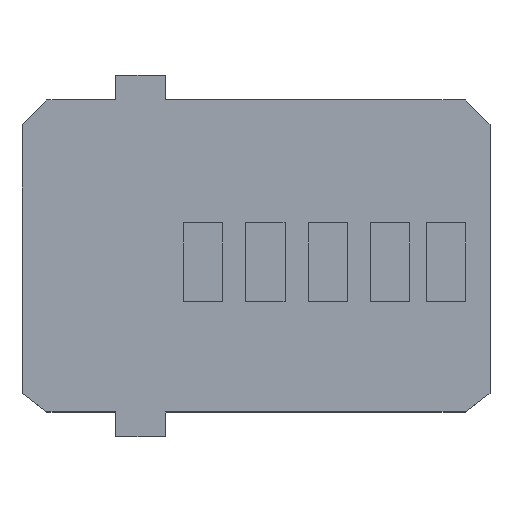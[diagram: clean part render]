
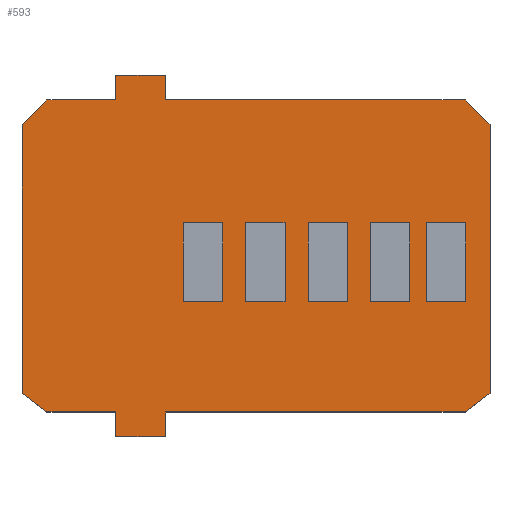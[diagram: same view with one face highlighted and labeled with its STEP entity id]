
A CAD part, top view. The second image highlights one B-rep face of the part: STEP entity #593.
In plain terms, the highlighted planar face has unit normal (0, 0, 1).
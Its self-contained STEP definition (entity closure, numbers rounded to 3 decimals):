
#80 = VERTEX_POINT('',#81);
#81 = CARTESIAN_POINT('',(89.408,25.4,0.801));
#87 = EDGE_CURVE('',#80,#88,#90,.T.);
#88 = VERTEX_POINT('',#89);
#89 = CARTESIAN_POINT('',(89.408,24.892,0.801));
#90 = LINE('',#91,#92);
#91 = CARTESIAN_POINT('',(89.408,25.4,0.801));
#92 = VECTOR('',#93,1.);
#93 = DIRECTION('',(0.,-1.,0.));
#118 = EDGE_CURVE('',#88,#119,#121,.T.);
#119 = VERTEX_POINT('',#120);
#120 = CARTESIAN_POINT('',(90.424,24.892,0.801));
#121 = LINE('',#122,#123);
#122 = CARTESIAN_POINT('',(89.408,24.892,0.801));
#123 = VECTOR('',#124,1.);
#124 = DIRECTION('',(1.,0.,0.));
#149 = EDGE_CURVE('',#119,#150,#152,.T.);
#150 = VERTEX_POINT('',#151);
#151 = CARTESIAN_POINT('',(90.424,25.4,0.801));
#152 = LINE('',#153,#154);
#153 = CARTESIAN_POINT('',(90.424,24.892,0.801));
#154 = VECTOR('',#155,1.);
#155 = DIRECTION('',(0.,1.,0.));
#180 = EDGE_CURVE('',#150,#181,#183,.T.);
#181 = VERTEX_POINT('',#182);
#182 = CARTESIAN_POINT('',(96.52,25.4,0.801));
#183 = LINE('',#184,#185);
#184 = CARTESIAN_POINT('',(90.424,25.4,0.801));
#185 = VECTOR('',#186,1.);
#186 = DIRECTION('',(1.,0.,0.));
#211 = EDGE_CURVE('',#181,#212,#214,.T.);
#212 = VERTEX_POINT('',#213);
#213 = CARTESIAN_POINT('',(97.028,25.781,0.801));
#214 = LINE('',#215,#216);
#215 = CARTESIAN_POINT('',(96.52,25.4,0.801));
#216 = VECTOR('',#217,1.);
#217 = DIRECTION('',(0.8,0.6,0.));
#242 = EDGE_CURVE('',#212,#243,#245,.T.);
#243 = VERTEX_POINT('',#244);
#244 = CARTESIAN_POINT('',(97.028,31.242,0.801));
#245 = LINE('',#246,#247);
#246 = CARTESIAN_POINT('',(97.028,25.781,0.801));
#247 = VECTOR('',#248,1.);
#248 = DIRECTION('',(0.,1.,0.));
#273 = EDGE_CURVE('',#243,#274,#276,.T.);
#274 = VERTEX_POINT('',#275);
#275 = CARTESIAN_POINT('',(96.52,31.75,0.801));
#276 = LINE('',#277,#278);
#277 = CARTESIAN_POINT('',(97.028,31.242,0.801));
#278 = VECTOR('',#279,1.);
#279 = DIRECTION('',(-0.707,0.707,0.));
#304 = EDGE_CURVE('',#274,#305,#307,.T.);
#305 = VERTEX_POINT('',#306);
#306 = CARTESIAN_POINT('',(90.424,31.75,0.801));
#307 = LINE('',#308,#309);
#308 = CARTESIAN_POINT('',(96.52,31.75,0.801));
#309 = VECTOR('',#310,1.);
#310 = DIRECTION('',(-1.,0.,0.));
#335 = EDGE_CURVE('',#305,#336,#338,.T.);
#336 = VERTEX_POINT('',#337);
#337 = CARTESIAN_POINT('',(90.424,32.258,0.801));
#338 = LINE('',#339,#340);
#339 = CARTESIAN_POINT('',(90.424,31.75,0.801));
#340 = VECTOR('',#341,1.);
#341 = DIRECTION('',(0.,1.,0.));
#366 = EDGE_CURVE('',#336,#367,#369,.T.);
#367 = VERTEX_POINT('',#368);
#368 = CARTESIAN_POINT('',(89.408,32.258,0.801));
#369 = LINE('',#370,#371);
#370 = CARTESIAN_POINT('',(90.424,32.258,0.801));
#371 = VECTOR('',#372,1.);
#372 = DIRECTION('',(-1.,0.,0.));
#397 = EDGE_CURVE('',#367,#398,#400,.T.);
#398 = VERTEX_POINT('',#399);
#399 = CARTESIAN_POINT('',(89.408,31.75,0.801));
#400 = LINE('',#401,#402);
#401 = CARTESIAN_POINT('',(89.408,32.258,0.801));
#402 = VECTOR('',#403,1.);
#403 = DIRECTION('',(0.,-1.,0.));
#428 = EDGE_CURVE('',#398,#429,#431,.T.);
#429 = VERTEX_POINT('',#430);
#430 = CARTESIAN_POINT('',(88.011,31.75,0.801));
#431 = LINE('',#432,#433);
#432 = CARTESIAN_POINT('',(89.408,31.75,0.801));
#433 = VECTOR('',#434,1.);
#434 = DIRECTION('',(-1.,0.,0.));
#459 = EDGE_CURVE('',#429,#460,#462,.T.);
#460 = VERTEX_POINT('',#461);
#461 = CARTESIAN_POINT('',(87.503,31.242,0.801));
#462 = LINE('',#463,#464);
#463 = CARTESIAN_POINT('',(88.011,31.75,0.801));
#464 = VECTOR('',#465,1.);
#465 = DIRECTION('',(-0.707,-0.707,0.));
#490 = EDGE_CURVE('',#460,#491,#493,.T.);
#491 = VERTEX_POINT('',#492);
#492 = CARTESIAN_POINT('',(87.503,25.781,0.801));
#493 = LINE('',#494,#495);
#494 = CARTESIAN_POINT('',(87.503,31.242,0.801));
#495 = VECTOR('',#496,1.);
#496 = DIRECTION('',(0.,-1.,0.));
#521 = EDGE_CURVE('',#491,#522,#524,.T.);
#522 = VERTEX_POINT('',#523);
#523 = CARTESIAN_POINT('',(88.011,25.4,0.801));
#524 = LINE('',#525,#526);
#525 = CARTESIAN_POINT('',(87.503,25.781,0.801));
#526 = VECTOR('',#527,1.);
#527 = DIRECTION('',(0.8,-0.6,0.));
#552 = EDGE_CURVE('',#522,#80,#553,.T.);
#553 = LINE('',#554,#555);
#554 = CARTESIAN_POINT('',(88.011,25.4,0.801));
#555 = VECTOR('',#556,1.);
#556 = DIRECTION('',(1.,0.,0.));
#593 = ADVANCED_FACE('',(#594),#612,.T.);
#594 = FACE_BOUND('',#595,.T.);
#595 = EDGE_LOOP('',(#596,#597,#598,#599,#600,#601,#602,#603,#604,#605,
    #606,#607,#608,#609,#610,#611));
#596 = ORIENTED_EDGE('',*,*,#87,.T.);
#597 = ORIENTED_EDGE('',*,*,#118,.T.);
#598 = ORIENTED_EDGE('',*,*,#149,.T.);
#599 = ORIENTED_EDGE('',*,*,#180,.T.);
#600 = ORIENTED_EDGE('',*,*,#211,.T.);
#601 = ORIENTED_EDGE('',*,*,#242,.T.);
#602 = ORIENTED_EDGE('',*,*,#273,.T.);
#603 = ORIENTED_EDGE('',*,*,#304,.T.);
#604 = ORIENTED_EDGE('',*,*,#335,.T.);
#605 = ORIENTED_EDGE('',*,*,#366,.T.);
#606 = ORIENTED_EDGE('',*,*,#397,.T.);
#607 = ORIENTED_EDGE('',*,*,#428,.T.);
#608 = ORIENTED_EDGE('',*,*,#459,.T.);
#609 = ORIENTED_EDGE('',*,*,#490,.T.);
#610 = ORIENTED_EDGE('',*,*,#521,.T.);
#611 = ORIENTED_EDGE('',*,*,#552,.T.);
#612 = PLANE('',#613);
#613 = AXIS2_PLACEMENT_3D('',#614,#615,#616);
#614 = CARTESIAN_POINT('',(92.119,28.566,0.801));
#615 = DIRECTION('',(0.,0.,1.));
#616 = DIRECTION('',(1.,0.,-0.));
